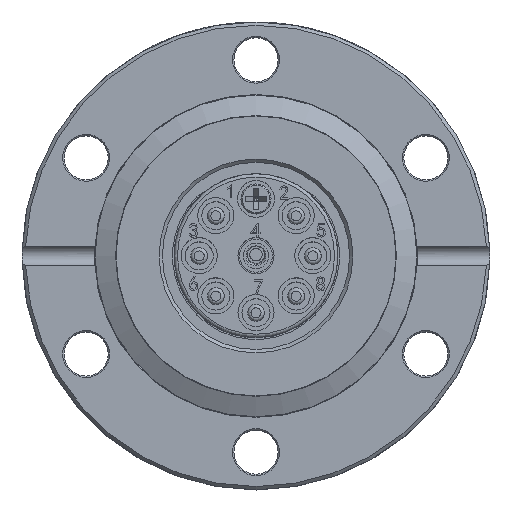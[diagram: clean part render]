
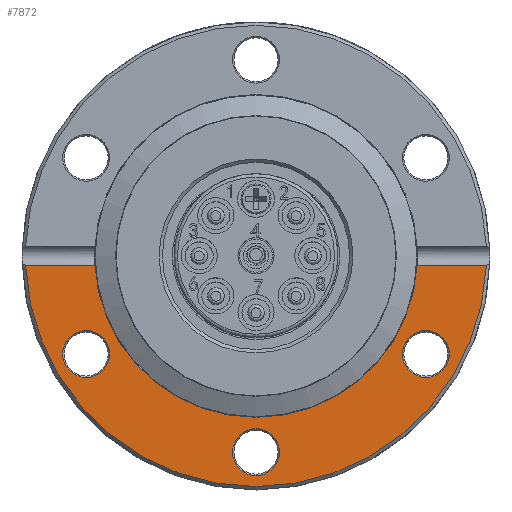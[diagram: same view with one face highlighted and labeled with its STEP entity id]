
A CAD part, top view. The second image highlights one B-rep face of the part: STEP entity #7872.
In plain terms, the highlighted planar face has unit normal (0, 0, 1).
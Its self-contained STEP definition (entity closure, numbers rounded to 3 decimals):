
#391 = CIRCLE ( 'NONE', #9835, 3.5 ) ;
#693 = CARTESIAN_POINT ( 'NONE',  ( 0., 0., 0. ) ) ;
#1124 = VECTOR ( 'NONE', #45047, 1000. ) ;
#1330 = CARTESIAN_POINT ( 'NONE',  ( -24.109, -1.414, 0. ) ) ;
#1739 = ORIENTED_EDGE ( 'NONE', *, *, #21239, .F. ) ;
#2030 = ORIENTED_EDGE ( 'NONE', *, *, #15266, .T. ) ;
#2122 = EDGE_LOOP ( 'NONE', ( #33837 ) ) ;
#2639 = EDGE_LOOP ( 'NONE', ( #1739, #47745, #2030, #31037 ) ) ;
#2932 = AXIS2_PLACEMENT_3D ( 'NONE', #20527, #16824, #43392 ) ;
#3106 = VERTEX_POINT ( 'NONE', #18135 ) ;
#4800 = DIRECTION ( 'NONE',  ( 0., 1., 0. ) ) ;
#5474 = FACE_OUTER_BOUND ( 'NONE', #2639, .T. ) ;
#7082 = CARTESIAN_POINT ( 'NONE',  ( 34.471, -1.414, 0. ) ) ;
#7872 = ADVANCED_FACE ( 'NONE', ( #31354, #46352, #31584, #5474 ), #20047, .F. ) ;
#8251 = CIRCLE ( 'NONE', #21609, 24.15 ) ;
#8484 = LINE ( 'NONE', #8953, #30318 ) ;
#8953 = CARTESIAN_POINT ( 'NONE',  ( 37.07, -1.414, 0. ) ) ;
#9323 = EDGE_CURVE ( 'NONE', #44582, #28892, #8484, .T. ) ;
#9628 = DIRECTION ( 'NONE',  ( 0., 0., -1. ) ) ;
#9835 = AXIS2_PLACEMENT_3D ( 'NONE', #34385, #27010, #4800 ) ;
#10247 = CIRCLE ( 'NONE', #37735, 34.5 ) ;
#10666 = AXIS2_PLACEMENT_3D ( 'NONE', #26843, #19463, #16483 ) ;
#12828 = CARTESIAN_POINT ( 'NONE',  ( 0., -29.35, 0. ) ) ;
#13088 = ORIENTED_EDGE ( 'NONE', *, *, #26118, .T. ) ;
#13331 = DIRECTION ( 'NONE',  ( 0., 1., 0. ) ) ;
#13890 = VERTEX_POINT ( 'NONE', #1330 ) ;
#14186 = CARTESIAN_POINT ( 'NONE',  ( -34.471, -1.414, 0. ) ) ;
#15266 = EDGE_CURVE ( 'NONE', #45646, #28892, #10247, .T. ) ;
#16483 = DIRECTION ( 'NONE',  ( 0., 1., 0. ) ) ;
#16824 = DIRECTION ( 'NONE',  ( 0., 0., -1. ) ) ;
#17684 = ORIENTED_EDGE ( 'NONE', *, *, #34003, .T. ) ;
#18135 = CARTESIAN_POINT ( 'NONE',  ( 25.418, -11.175, 0. ) ) ;
#18441 = CIRCLE ( 'NONE', #21610, 3.5 ) ;
#18544 = CIRCLE ( 'NONE', #10666, 3.5 ) ;
#19048 = CARTESIAN_POINT ( 'NONE',  ( 0., 0., 0. ) ) ;
#19463 = DIRECTION ( 'NONE',  ( 0., 0., -1. ) ) ;
#20047 = PLANE ( 'NONE',  #2932 ) ;
#20087 = CARTESIAN_POINT ( 'NONE',  ( -25.418, -11.175, 0. ) ) ;
#20527 = CARTESIAN_POINT ( 'NONE',  ( 0., 34.5, 0. ) ) ;
#21239 = EDGE_CURVE ( 'NONE', #13890, #44582, #8251, .T. ) ;
#21609 = AXIS2_PLACEMENT_3D ( 'NONE', #693, #30749, #45737 ) ;
#21610 = AXIS2_PLACEMENT_3D ( 'NONE', #12828, #9628, #13331 ) ;
#22181 = LINE ( 'NONE', #29838, #1124 ) ;
#26118 = EDGE_CURVE ( 'NONE', #3106, #3106, #18544, .T. ) ;
#26843 = CARTESIAN_POINT ( 'NONE',  ( 25.418, -14.675, 0. ) ) ;
#27010 = DIRECTION ( 'NONE',  ( 0., 0., -1. ) ) ;
#28892 = VERTEX_POINT ( 'NONE', #7082 ) ;
#29838 = CARTESIAN_POINT ( 'NONE',  ( -37.07, -1.414, 0. ) ) ;
#30318 = VECTOR ( 'NONE', #31597, 1000. ) ;
#30749 = DIRECTION ( 'NONE',  ( 0., 0., 1. ) ) ;
#30848 = DIRECTION ( 'NONE',  ( 0., 0., 1. ) ) ;
#31037 = ORIENTED_EDGE ( 'NONE', *, *, #9323, .F. ) ;
#31354 = FACE_BOUND ( 'NONE', #39981, .T. ) ;
#31584 = FACE_BOUND ( 'NONE', #38290, .T. ) ;
#31597 = DIRECTION ( 'NONE',  ( 1., 0., 0. ) ) ;
#32807 = EDGE_CURVE ( 'NONE', #41973, #41973, #18441, .T. ) ;
#33837 = ORIENTED_EDGE ( 'NONE', *, *, #32807, .T. ) ;
#34003 = EDGE_CURVE ( 'NONE', #46152, #46152, #391, .T. ) ;
#34385 = CARTESIAN_POINT ( 'NONE',  ( -25.418, -14.675, 0. ) ) ;
#37730 = DIRECTION ( 'NONE',  ( 0., -1., 0. ) ) ;
#37735 = AXIS2_PLACEMENT_3D ( 'NONE', #19048, #30848, #37730 ) ;
#38286 = CARTESIAN_POINT ( 'NONE',  ( 0., -25.85, 0. ) ) ;
#38290 = EDGE_LOOP ( 'NONE', ( #13088 ) ) ;
#39981 = EDGE_LOOP ( 'NONE', ( #17684 ) ) ;
#41973 = VERTEX_POINT ( 'NONE', #38286 ) ;
#43392 = DIRECTION ( 'NONE',  ( 0., 1., 0. ) ) ;
#44582 = VERTEX_POINT ( 'NONE', #46305 ) ;
#45047 = DIRECTION ( 'NONE',  ( -1., 0., 0. ) ) ;
#45646 = VERTEX_POINT ( 'NONE', #14186 ) ;
#45737 = DIRECTION ( 'NONE',  ( 0., -1., 0. ) ) ;
#46152 = VERTEX_POINT ( 'NONE', #20087 ) ;
#46305 = CARTESIAN_POINT ( 'NONE',  ( 24.109, -1.414, 0. ) ) ;
#46320 = EDGE_CURVE ( 'NONE', #13890, #45646, #22181, .T. ) ;
#46352 = FACE_BOUND ( 'NONE', #2122, .T. ) ;
#47745 = ORIENTED_EDGE ( 'NONE', *, *, #46320, .T. ) ;
